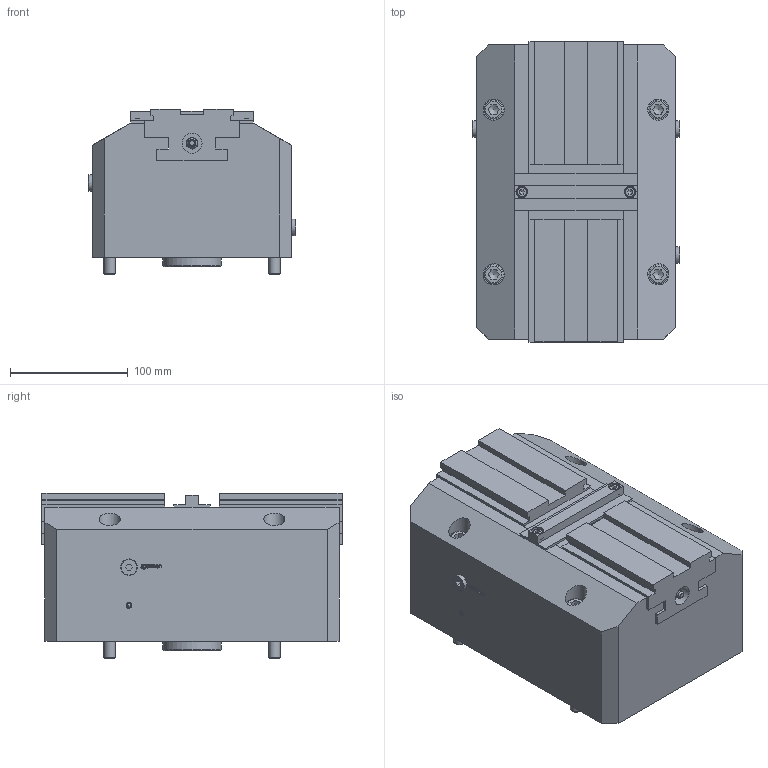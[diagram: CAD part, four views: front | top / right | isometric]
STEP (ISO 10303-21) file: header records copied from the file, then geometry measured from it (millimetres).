
FILE_DESCRIPTION(/* description */ ('Pneum. Zentrierspanner mit Doppelkolben BSP D 250 '),/* implementation_level */ '2;1');
FILE_NAME(/* name */ '152-0250-002-Kunde (verstellbar).stp',/* time_stamp */ '2023-01-20T09:55:21+01:00',/* author */ ('Chiacchiera'),/* organization */ (''),/* preprocessor_version */ 'ST-DEVELOPER v19.2',/* originating_system */ 'Autodesk Inventor 2023',/* authorisation */ '');
FILE_SCHEMA (('AUTOMOTIVE_DESIGN { 1 0 10303 214 3 1 1 }'));
Length unit declared in the file: millimetre
Products named in the file (3): 152-0250-002-Kunde (verstellbar); 152-0250-002-Basis (verstellbar); 152-0250-002-Backe (verstellbar)
Assembly tree (3 placements, depth 2):
  152-0250-002-Kunde (verstellbar)
    152-0250-002-Basis (verstellbar)
    152-0250-002-Backe (verstellbar)  x2
Bounding box: 176 x 255 x 141 mm (x, y, z)
Volume: 4770087.7 mm3; surface area: 299804.4 mm2
Topology: 4 solids, 11 shells, 1437 faces, 3776 edges, 2487 vertices
Faces by surface type: plane 796, bspline 442, cylinder 111, cone 58, torus 19, sphere 11
Full cylindrical faces by diameter (mm): 2.5 x3, 3 x6, 4 x2, 5 x4, 6 x1, 6.647 x4, 8.5 x2, 10 x21, 11 x16, 12 x4, 14 x3, 16 x4, 17 x2, 18 x4, 50 x1
Entity records: 46638 total; most frequent: CARTESIAN_POINT 14072, ORIENTED_EDGE 7230, DIRECTION 4837, EDGE_CURVE 3615, VERTEX_POINT 2399, LINE 2265, VECTOR 2265, EDGE_LOOP 1554
